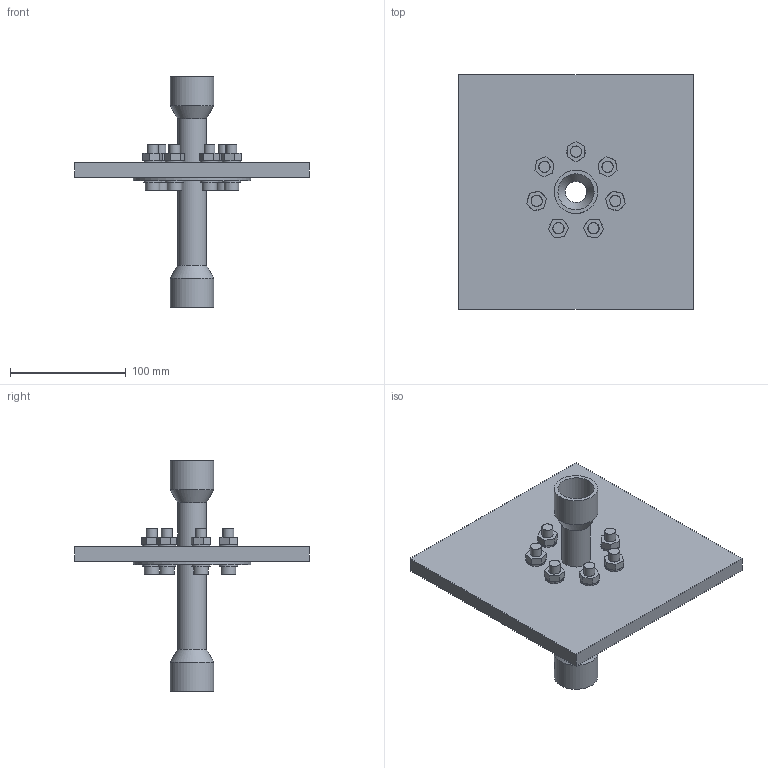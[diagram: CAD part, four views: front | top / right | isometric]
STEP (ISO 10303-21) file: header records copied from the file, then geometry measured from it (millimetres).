
FILE_DESCRIPTION((('zoo.dev export')), '2;1');
FILE_NAME('dump.step', '1970-01-01T00:00:00.0+00:00', ('Author unknown'), ('Organization unknown'), 'zoo.dev beta', 'zoo.dev', 'Authorization unknown');
FILE_SCHEMA(('AP203_CONFIGURATION_CONTROLLED_3D_DESIGN_OF_MECHANICAL_PARTS_AND_ASSEMBLIES_MIM_LF'));
Length unit declared in the file: metre
Products named in the file (38): UNIDENTIFIED_PRODUCT
Bounding box: 203.2 x 203.2 x 199.8 mm (x, y, z)
Volume: 612581.5 mm3; surface area: 165748.5 mm2
Topology: 38 solids, 38 shells, 248 faces, 488 edges, 321 vertices
Faces by surface type: plane 171, bspline 77
Entity records: 8104 total; most frequent: CARTESIAN_POINT 3526, ORIENTED_EDGE 976, DIRECTION 514, EDGE_CURVE 488, VECTOR 343, LINE 343, EDGE_LOOP 329, VERTEX_POINT 321
